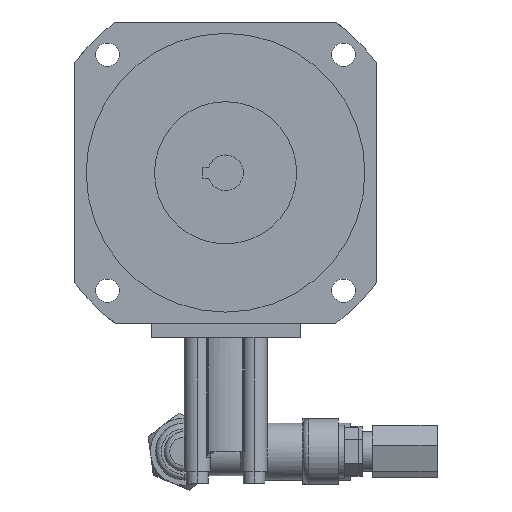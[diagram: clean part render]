
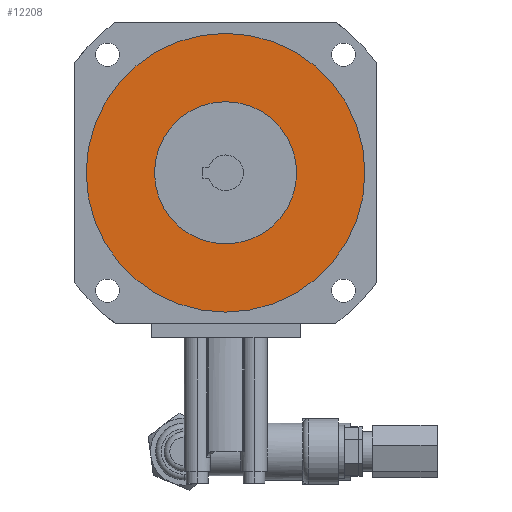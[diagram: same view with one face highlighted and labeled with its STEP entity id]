
A CAD part, left-side view. The second image highlights one B-rep face of the part: STEP entity #12208.
In plain terms, the highlighted planar face has unit normal (-1, 0, 0).
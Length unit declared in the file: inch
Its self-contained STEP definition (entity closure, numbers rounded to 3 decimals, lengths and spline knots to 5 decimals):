
#4127 = DIRECTION ( 'NONE',  ( 0., 0., 1. ) ) ;
#4128 = DIRECTION ( 'NONE',  ( -1., 0., 0. ) ) ;
#4129 = CARTESIAN_POINT ( 'NONE',  ( -0.42, 0., 0. ) ) ;
#4130 = AXIS2_PLACEMENT_3D ( 'NONE', #4129, #4128, #4127 ) ;
#4131 = PLANE ( 'NONE',  #4130 ) ;
#4132 = FACE_OUTER_BOUND ( 'NONE', #12212, .T. ) ;
#4133 = FACE_BOUND ( 'NONE', #12209, .T. ) ;
#4531 = DIRECTION ( 'NONE',  ( 0., 0., 1. ) ) ;
#4532 = DIRECTION ( 'NONE',  ( -1., 0., 0. ) ) ;
#4533 = CARTESIAN_POINT ( 'NONE',  ( -0.42, 0., 0. ) ) ;
#4534 = AXIS2_PLACEMENT_3D ( 'NONE', #4533, #4532, #4531 ) ;
#4535 = CIRCLE ( 'NONE', #4534, 2.45 ) ;
#7289 = EDGE_CURVE ( 'NONE', #7302, #7290, #13652, .T. ) ;
#7290 = VERTEX_POINT ( 'NONE', #13647 ) ;
#7302 = VERTEX_POINT ( 'NONE', #13787 ) ;
#8356 = VERTEX_POINT ( 'NONE', #21152 ) ;
#8481 = EDGE_CURVE ( 'NONE', #8482, #8356, #22357, .T. ) ;
#8482 = VERTEX_POINT ( 'NONE', #22348 ) ;
#9857 = EDGE_CURVE ( 'NONE', #8356, #8482, #17397, .T. ) ;
#12208 = ADVANCED_FACE ( 'NONE', ( #4133, #4132 ), #4131, .T. ) ;
#12209 = EDGE_LOOP ( 'NONE', ( #12210, #12211 ) ) ;
#12210 = ORIENTED_EDGE ( 'NONE', *, *, #8481, .F. ) ;
#12211 = ORIENTED_EDGE ( 'NONE', *, *, #9857, .F. ) ;
#12212 = EDGE_LOOP ( 'NONE', ( #12213, #12214 ) ) ;
#12213 = ORIENTED_EDGE ( 'NONE', *, *, #12364, .T. ) ;
#12214 = ORIENTED_EDGE ( 'NONE', *, *, #7289, .T. ) ;
#12364 = EDGE_CURVE ( 'NONE', #7290, #7302, #4535, .T. ) ;
#13647 = CARTESIAN_POINT ( 'NONE',  ( -0.42, 0., 2.45 ) ) ;
#13648 = DIRECTION ( 'NONE',  ( 0., 0., 1. ) ) ;
#13649 = DIRECTION ( 'NONE',  ( -1., 0., 0. ) ) ;
#13650 = CARTESIAN_POINT ( 'NONE',  ( -0.42, 0., 0. ) ) ;
#13651 = AXIS2_PLACEMENT_3D ( 'NONE', #13650, #13649, #13648 ) ;
#13652 = CIRCLE ( 'NONE', #13651, 2.45 ) ;
#13787 = CARTESIAN_POINT ( 'NONE',  ( -0.42, 0., -2.45 ) ) ;
#17394 = DIRECTION ( 'NONE',  ( 0., 0., 1. ) ) ;
#17395 = DIRECTION ( 'NONE',  ( -1., 0., 0. ) ) ;
#17396 = AXIS2_PLACEMENT_3D ( 'NONE', #17403, #17395, #17394 ) ;
#17397 = CIRCLE ( 'NONE', #17396, 1.24947 ) ;
#17403 = CARTESIAN_POINT ( 'NONE',  ( -0.42, 0., 0. ) ) ;
#21152 = CARTESIAN_POINT ( 'NONE',  ( -0.42, 0., -1.24947 ) ) ;
#22348 = CARTESIAN_POINT ( 'NONE',  ( -0.42, 0., 1.24947 ) ) ;
#22350 = DIRECTION ( 'NONE',  ( 0., 0., 1. ) ) ;
#22352 = DIRECTION ( 'NONE',  ( -1., 0., 0. ) ) ;
#22354 = CARTESIAN_POINT ( 'NONE',  ( -0.42, 0., 0. ) ) ;
#22356 = AXIS2_PLACEMENT_3D ( 'NONE', #22354, #22352, #22350 ) ;
#22357 = CIRCLE ( 'NONE', #22356, 1.24947 ) ;
